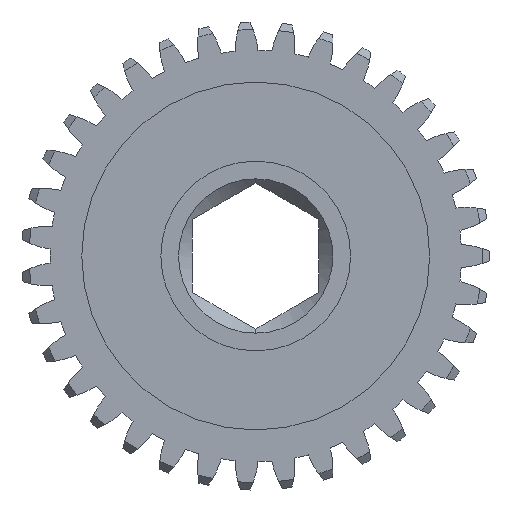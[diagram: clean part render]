
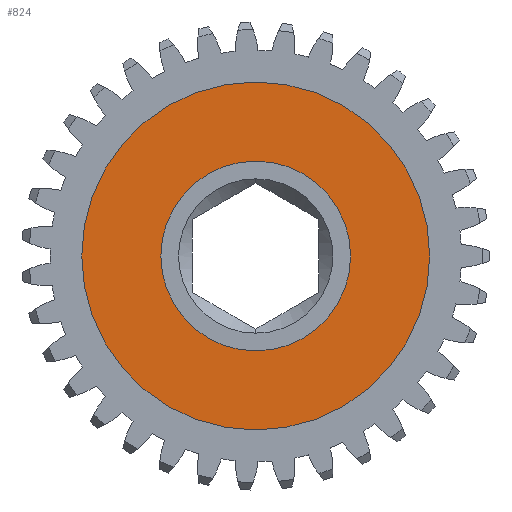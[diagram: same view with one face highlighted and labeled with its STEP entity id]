
A CAD part, left-side view. The second image highlights one B-rep face of the part: STEP entity #824.
In plain terms, the highlighted planar face has unit normal (-1, 0, 0).
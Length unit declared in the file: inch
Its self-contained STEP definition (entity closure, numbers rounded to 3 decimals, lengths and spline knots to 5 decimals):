
#377 = ORIENTED_EDGE ( 'NONE', *, *, #3442, .F. ) ;
#652 = EDGE_CURVE ( 'NONE', #1214, #7698, #1854, .T. ) ;
#702 = DIRECTION ( 'NONE',  ( 1., 0., 0. ) ) ;
#824 = ADVANCED_FACE ( 'NONE', ( #7570, #8023 ), #4255, .F. ) ;
#1214 = VERTEX_POINT ( 'NONE', #1451 ) ;
#1451 = CARTESIAN_POINT ( 'NONE',  ( 0.1375, 0., -0.375 ) ) ;
#1583 = EDGE_LOOP ( 'NONE', ( #377, #4881 ) ) ;
#1687 = DIRECTION ( 'NONE',  ( 0., 0., -1. ) ) ;
#1775 = CARTESIAN_POINT ( 'NONE',  ( 0.1375, 0., 0. ) ) ;
#1854 = CIRCLE ( 'NONE', #6593, 0.375 ) ;
#1997 = ORIENTED_EDGE ( 'NONE', *, *, #652, .T. ) ;
#2485 = CARTESIAN_POINT ( 'NONE',  ( 0.1375, 0., 0.6875 ) ) ;
#2653 = CIRCLE ( 'NONE', #7398, 0.6875 ) ;
#2889 = EDGE_CURVE ( 'NONE', #8003, #5572, #2653, .T. ) ;
#2950 = DIRECTION ( 'NONE',  ( 0., 0., -1. ) ) ;
#3081 = DIRECTION ( 'NONE',  ( 1., 0., 0. ) ) ;
#3241 = CARTESIAN_POINT ( 'NONE',  ( 0.1375, 0., 0. ) ) ;
#3373 = CIRCLE ( 'NONE', #4048, 0.6875 ) ;
#3442 = EDGE_CURVE ( 'NONE', #5572, #8003, #3373, .T. ) ;
#4048 = AXIS2_PLACEMENT_3D ( 'NONE', #6941, #3081, #7582 ) ;
#4145 = EDGE_LOOP ( 'NONE', ( #1997, #7306 ) ) ;
#4255 = PLANE ( 'NONE',  #7919 ) ;
#4881 = ORIENTED_EDGE ( 'NONE', *, *, #2889, .F. ) ;
#4949 = CIRCLE ( 'NONE', #6466, 0.375 ) ;
#5442 = CARTESIAN_POINT ( 'NONE',  ( 0.1375, 0., -0.6875 ) ) ;
#5572 = VERTEX_POINT ( 'NONE', #2485 ) ;
#5587 = DIRECTION ( 'NONE',  ( 1., 0., 0. ) ) ;
#5886 = CARTESIAN_POINT ( 'NONE',  ( 0.1375, 0., 0. ) ) ;
#6376 = EDGE_CURVE ( 'NONE', #7698, #1214, #4949, .T. ) ;
#6466 = AXIS2_PLACEMENT_3D ( 'NONE', #5886, #7770, #6506 ) ;
#6506 = DIRECTION ( 'NONE',  ( 0., 0., -1. ) ) ;
#6593 = AXIS2_PLACEMENT_3D ( 'NONE', #1775, #6950, #1687 ) ;
#6596 = DIRECTION ( 'NONE',  ( 0., 0., -1. ) ) ;
#6941 = CARTESIAN_POINT ( 'NONE',  ( 0.1375, 0., 0. ) ) ;
#6950 = DIRECTION ( 'NONE',  ( 1., 0., 0. ) ) ;
#7279 = CARTESIAN_POINT ( 'NONE',  ( 0.1375, 0., 0.375 ) ) ;
#7306 = ORIENTED_EDGE ( 'NONE', *, *, #6376, .T. ) ;
#7398 = AXIS2_PLACEMENT_3D ( 'NONE', #3241, #702, #6596 ) ;
#7483 = CARTESIAN_POINT ( 'NONE',  ( 0.1375, 0., 0. ) ) ;
#7570 = FACE_OUTER_BOUND ( 'NONE', #1583, .T. ) ;
#7582 = DIRECTION ( 'NONE',  ( 0., 0., -1. ) ) ;
#7698 = VERTEX_POINT ( 'NONE', #7279 ) ;
#7770 = DIRECTION ( 'NONE',  ( 1., 0., 0. ) ) ;
#7919 = AXIS2_PLACEMENT_3D ( 'NONE', #7483, #5587, #2950 ) ;
#8003 = VERTEX_POINT ( 'NONE', #5442 ) ;
#8023 = FACE_BOUND ( 'NONE', #4145, .T. ) ;
